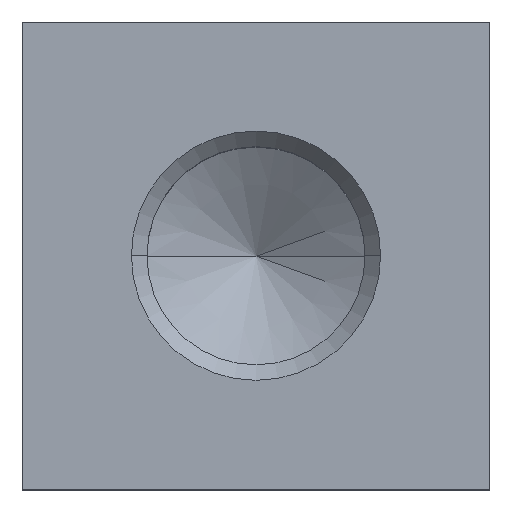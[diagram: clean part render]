
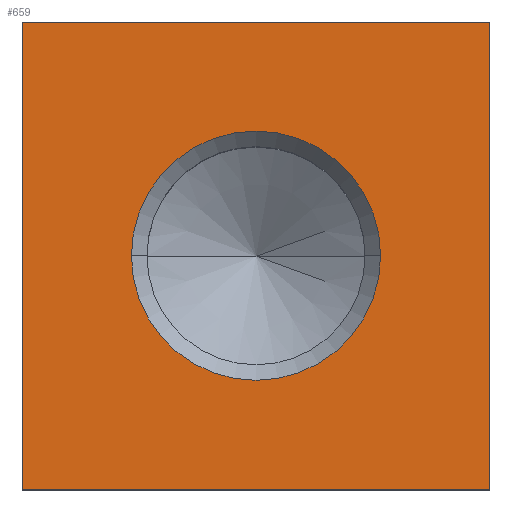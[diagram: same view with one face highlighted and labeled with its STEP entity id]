
A CAD part, top view. The second image highlights one B-rep face of the part: STEP entity #659.
In plain terms, the highlighted planar face has unit normal (0, 0, 1).
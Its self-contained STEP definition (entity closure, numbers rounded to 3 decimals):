
#37 = CIRCLE ( 'NONE', #41, 2.4 ) ;
#41 = AXIS2_PLACEMENT_3D ( 'NONE', #1341, #1342, #1343 ) ;
#301 = ORIENTED_EDGE ( 'NONE', *, *, #1248, .T. ) ;
#302 = ORIENTED_EDGE ( 'NONE', *, *, #402, .T. ) ;
#303 = ORIENTED_EDGE ( 'NONE', *, *, #395, .T. ) ;
#304 = ORIENTED_EDGE ( 'NONE', *, *, #398, .T. ) ;
#305 = ORIENTED_EDGE ( 'NONE', *, *, #400, .T. ) ;
#306 = ORIENTED_EDGE ( 'NONE', *, *, #401, .T. ) ;
#395 = EDGE_CURVE ( 'NONE', #1944, #2021, #4137, .T. ) ;
#398 = EDGE_CURVE ( 'NONE', #2021, #1972, #4146, .T. ) ;
#400 = EDGE_CURVE ( 'NONE', #1972, #1962, #4149, .T. ) ;
#401 = EDGE_CURVE ( 'NONE', #1962, #1944, #4161, .T. ) ;
#402 = EDGE_CURVE ( 'NONE', #1975, #2007, #3696, .T. ) ;
#498 = CARTESIAN_POINT ( 'NONE',  ( -4.5, -4.5, 7. ) ) ;
#499 = DIRECTION ( 'NONE',  ( 0., 0., 1. ) ) ;
#500 = DIRECTION ( 'NONE',  ( 1., 0., 0. ) ) ;
#659 = ADVANCED_FACE ( 'NONE', ( #3036, #3032 ), #3025, .T. ) ;
#825 = CARTESIAN_POINT ( 'NONE',  ( 4.5, 4.5, 7. ) ) ;
#835 = CARTESIAN_POINT ( 'NONE',  ( 4.5, -4.5, 7. ) ) ;
#838 = CARTESIAN_POINT ( 'NONE',  ( -2.4, 0., 7. ) ) ;
#870 = CARTESIAN_POINT ( 'NONE',  ( 2.4, 0., 7. ) ) ;
#884 = CARTESIAN_POINT ( 'NONE',  ( -4.5, -4.5, 7. ) ) ;
#1248 = EDGE_CURVE ( 'NONE', #2007, #1975, #37, .T. ) ;
#1341 = CARTESIAN_POINT ( 'NONE',  ( 0., 0., 7. ) ) ;
#1342 = DIRECTION ( 'NONE',  ( 0., 0., -1. ) ) ;
#1343 = DIRECTION ( 'NONE',  ( 1., 0., 0. ) ) ;
#1557 = CARTESIAN_POINT ( 'NONE',  ( -4.5, 4.5, 7. ) ) ;
#1944 = VERTEX_POINT ( 'NONE', #1557 ) ;
#1962 = VERTEX_POINT ( 'NONE', #825 ) ;
#1972 = VERTEX_POINT ( 'NONE', #835 ) ;
#1975 = VERTEX_POINT ( 'NONE', #838 ) ;
#2007 = VERTEX_POINT ( 'NONE', #870 ) ;
#2021 = VERTEX_POINT ( 'NONE', #884 ) ;
#2062 = EDGE_LOOP ( 'NONE', ( #301, #302 ) ) ;
#2095 = EDGE_LOOP ( 'NONE', ( #303, #304, #305, #306 ) ) ;
#3025 = PLANE ( 'NONE',  #3642 ) ;
#3032 = FACE_OUTER_BOUND ( 'NONE', #2095, .T. ) ;
#3036 = FACE_BOUND ( 'NONE', #2062, .T. ) ;
#3642 = AXIS2_PLACEMENT_3D ( 'NONE', #498, #499, #500 ) ;
#3694 = AXIS2_PLACEMENT_3D ( 'NONE', #4167, #4168, #4169 ) ;
#3696 = CIRCLE ( 'NONE', #3694, 2.4 ) ;
#3697 = VECTOR ( 'NONE', #4163, 1000. ) ;
#3700 = VECTOR ( 'NONE', #4160, 1000. ) ;
#3701 = VECTOR ( 'NONE', #4154, 1000. ) ;
#3704 = VECTOR ( 'NONE', #4147, 1000. ) ;
#4137 = LINE ( 'NONE', #4145, #3704 ) ;
#4145 = CARTESIAN_POINT ( 'NONE',  ( -4.5, 4.5, 7. ) ) ;
#4146 = LINE ( 'NONE', #4153, #3701 ) ;
#4147 = DIRECTION ( 'NONE',  ( 0., -1., 0. ) ) ;
#4149 = LINE ( 'NONE', #4159, #3700 ) ;
#4153 = CARTESIAN_POINT ( 'NONE',  ( -4.5, -4.5, 7. ) ) ;
#4154 = DIRECTION ( 'NONE',  ( 1., 0., 0. ) ) ;
#4159 = CARTESIAN_POINT ( 'NONE',  ( 4.5, 4.5, 7. ) ) ;
#4160 = DIRECTION ( 'NONE',  ( 0., 1., 0. ) ) ;
#4161 = LINE ( 'NONE', #4162, #3697 ) ;
#4162 = CARTESIAN_POINT ( 'NONE',  ( -4.5, 4.5, 7. ) ) ;
#4163 = DIRECTION ( 'NONE',  ( -1., 0., 0. ) ) ;
#4167 = CARTESIAN_POINT ( 'NONE',  ( 0., 0., 7. ) ) ;
#4168 = DIRECTION ( 'NONE',  ( 0., 0., -1. ) ) ;
#4169 = DIRECTION ( 'NONE',  ( 1., 0., 0. ) ) ;
